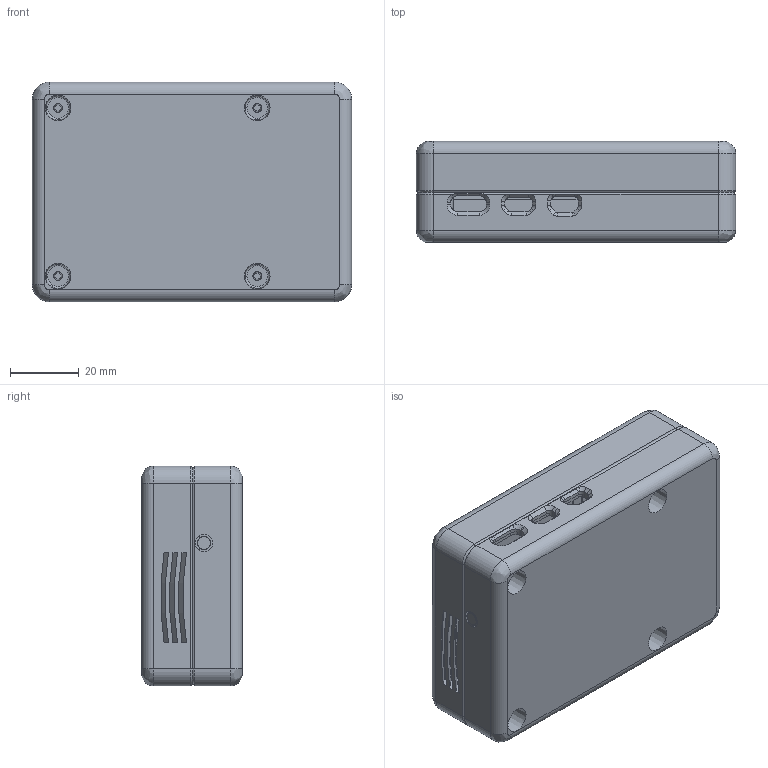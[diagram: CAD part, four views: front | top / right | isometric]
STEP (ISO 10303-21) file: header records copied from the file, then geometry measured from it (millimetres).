
FILE_DESCRIPTION(/* description */ (''),/* implementation_level */ '2;1');
FILE_NAME(/* name */ 'JH_PI5_case_01.stp',/* time_stamp */ '2023-12-12T15:50:33+10:30',/* author */ ('oreph'),/* organization */ (''),/* preprocessor_version */ 'ST-DEVELOPER v19',/* originating_system */ 'Autodesk Inventor 2023',/* authorisation */ '');
FILE_SCHEMA (('AUTOMOTIVE_DESIGN { 1 0 10303 214 3 1 1 }'));
Length unit declared in the file: millimetre
Products named in the file (4): Assembly1; base_01; Lid_01; on switch
Assembly tree (3 placements, depth 2):
  Assembly1
    base_01
    Lid_01
    on switch
Bounding box: 93 x 29.38 x 64 mm (x, y, z)
Volume: 53847 mm3; surface area: 43233.1 mm2
Topology: 3 solids, 3 shells, 427 faces, 1155 edges, 743 vertices
Faces by surface type: plane 203, cylinder 143, cone 46, torus 23, bspline 12
Full cylindrical faces by diameter (mm): 2.4 x1, 3.1 x1
Entity records: 14297 total; most frequent: CARTESIAN_POINT 2960, DIRECTION 2373, ORIENTED_EDGE 2310, EDGE_CURVE 1155, AXIS2_PLACEMENT_3D 851, VERTEX_POINT 743, LINE 671, VECTOR 671
